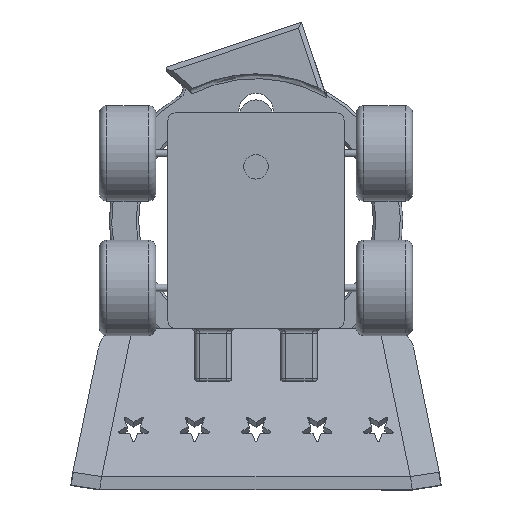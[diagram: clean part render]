
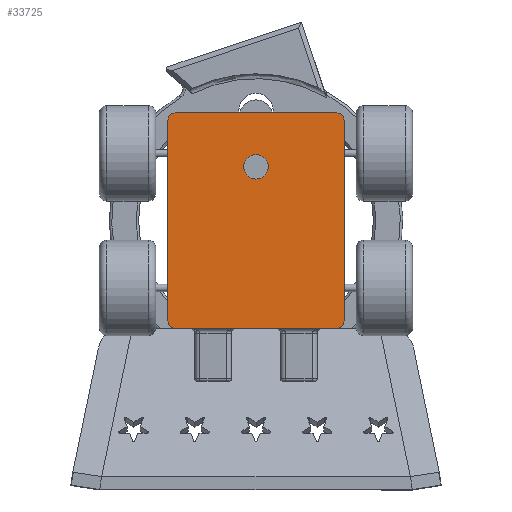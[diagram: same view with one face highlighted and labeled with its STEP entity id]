
A CAD part, front view. The second image highlights one B-rep face of the part: STEP entity #33725.
In plain terms, the highlighted planar face has unit normal (0, -1, 0).
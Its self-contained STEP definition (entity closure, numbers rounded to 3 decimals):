
#2160=FACE_BOUND('',#5652,.T.);
#3633=FACE_OUTER_BOUND('',#5651,.T.);
#5651=EDGE_LOOP('',(#28475,#28476,#28477,#28478,#28479,#28480,#28481,#28482));
#5652=EDGE_LOOP('',(#28483));
#7027=CIRCLE('',#36002,5.);
#7138=CIRCLE('',#36470,3.);
#7139=CIRCLE('',#36472,3.);
#7140=CIRCLE('',#36474,3.);
#7141=CIRCLE('',#36476,3.);
#9222=LINE('',#65494,#11929);
#9274=LINE('',#66183,#11981);
#9575=LINE('',#67148,#12282);
#9576=LINE('',#67150,#12283);
#11929=VECTOR('',#42730,10.);
#11981=VECTOR('',#43014,10.);
#12282=VECTOR('',#43879,10.);
#12283=VECTOR('',#43882,10.);
#14380=VERTEX_POINT('',#60989);
#14993=VERTEX_POINT('',#65490);
#14995=VERTEX_POINT('',#65493);
#15068=VERTEX_POINT('',#66177);
#15070=VERTEX_POINT('',#66181);
#15275=VERTEX_POINT('',#66937);
#15276=VERTEX_POINT('',#66941);
#15277=VERTEX_POINT('',#66945);
#15278=VERTEX_POINT('',#66949);
#18369=EDGE_CURVE('',#14380,#14380,#7027,.T.);
#19289=EDGE_CURVE('',#14995,#14993,#9222,.T.);
#19415=EDGE_CURVE('',#15068,#15070,#9274,.T.);
#19735=EDGE_CURVE('',#15275,#14993,#7138,.T.);
#19736=EDGE_CURVE('',#14995,#15276,#7139,.T.);
#19738=EDGE_CURVE('',#15068,#15277,#7140,.T.);
#19741=EDGE_CURVE('',#15278,#15070,#7141,.T.);
#19836=EDGE_CURVE('',#15278,#15276,#9575,.T.);
#19837=EDGE_CURVE('',#15275,#15277,#9576,.T.);
#28475=ORIENTED_EDGE('',*,*,#19735,.F.);
#28476=ORIENTED_EDGE('',*,*,#19837,.T.);
#28477=ORIENTED_EDGE('',*,*,#19738,.F.);
#28478=ORIENTED_EDGE('',*,*,#19415,.T.);
#28479=ORIENTED_EDGE('',*,*,#19741,.F.);
#28480=ORIENTED_EDGE('',*,*,#19836,.T.);
#28481=ORIENTED_EDGE('',*,*,#19736,.F.);
#28482=ORIENTED_EDGE('',*,*,#19289,.T.);
#28483=ORIENTED_EDGE('',*,*,#18369,.F.);
#31643=PLANE('',#36564);
#33725=ADVANCED_FACE('',(#3633,#2160),#31643,.F.);
#36002=AXIS2_PLACEMENT_3D('',#60991,#41799,#41800);
#36470=AXIS2_PLACEMENT_3D('',#66939,#43636,#43637);
#36472=AXIS2_PLACEMENT_3D('',#66942,#43640,#43641);
#36474=AXIS2_PLACEMENT_3D('',#66946,#43645,#43646);
#36476=AXIS2_PLACEMENT_3D('',#66951,#43651,#43652);
#36564=AXIS2_PLACEMENT_3D('',#67151,#43883,#43884);
#41799=DIRECTION('center_axis',(0.,-1.,0.));
#41800=DIRECTION('ref_axis',(1.,0.,0.));
#42730=DIRECTION('',(-1.,0.,0.));
#43014=DIRECTION('',(1.,0.,0.));
#43636=DIRECTION('center_axis',(0.,1.,0.));
#43637=DIRECTION('ref_axis',(-0.707,0.,0.707));
#43640=DIRECTION('center_axis',(0.,1.,0.));
#43641=DIRECTION('ref_axis',(0.707,0.,0.707));
#43645=DIRECTION('center_axis',(0.,1.,0.));
#43646=DIRECTION('ref_axis',(-0.707,0.,-0.707));
#43651=DIRECTION('center_axis',(0.,1.,0.));
#43652=DIRECTION('ref_axis',(0.707,0.,-0.707));
#43879=DIRECTION('',(0.,0.,1.));
#43882=DIRECTION('',(0.,0.,-1.));
#43883=DIRECTION('center_axis',(0.,1.,0.));
#43884=DIRECTION('ref_axis',(1.,0.,0.));
#60989=CARTESIAN_POINT('',(-5.,0.,22.));
#60991=CARTESIAN_POINT('Origin',(0.,0.,22.));
#65490=CARTESIAN_POINT('',(-33.,0.,44.));
#65493=CARTESIAN_POINT('',(33.,0.,44.));
#65494=CARTESIAN_POINT('',(36.,0.,44.));
#66177=CARTESIAN_POINT('',(-33.,0.,-44.));
#66181=CARTESIAN_POINT('',(33.,0.,-44.));
#66183=CARTESIAN_POINT('',(-36.,0.,-44.));
#66937=CARTESIAN_POINT('',(-36.,0.,41.));
#66939=CARTESIAN_POINT('Origin',(-33.,0.,41.));
#66941=CARTESIAN_POINT('',(36.,0.,41.));
#66942=CARTESIAN_POINT('Origin',(33.,0.,41.));
#66945=CARTESIAN_POINT('',(-36.,0.,-41.));
#66946=CARTESIAN_POINT('Origin',(-33.,0.,-41.));
#66949=CARTESIAN_POINT('',(36.,0.,-41.));
#66951=CARTESIAN_POINT('Origin',(33.,0.,-41.));
#67148=CARTESIAN_POINT('',(36.,0.,-44.));
#67150=CARTESIAN_POINT('',(-36.,0.,44.));
#67151=CARTESIAN_POINT('Origin',(0.,0.,0.));
